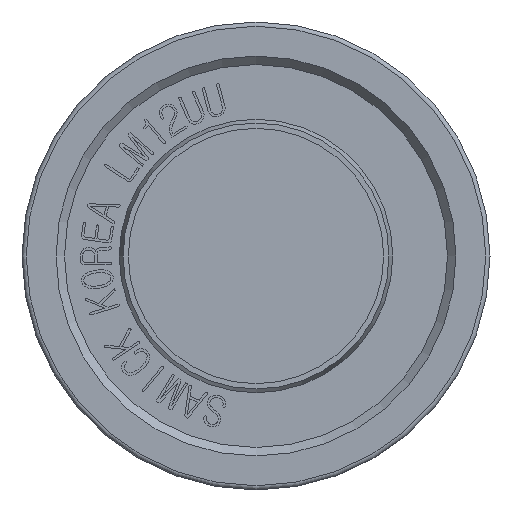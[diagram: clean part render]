
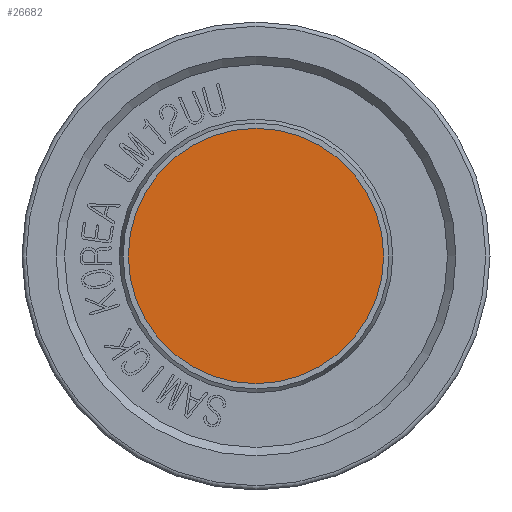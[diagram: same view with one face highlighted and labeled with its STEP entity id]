
A CAD part, front view. The second image highlights one B-rep face of the part: STEP entity #26682.
In plain terms, the highlighted planar face has unit normal (0, -1, 0).
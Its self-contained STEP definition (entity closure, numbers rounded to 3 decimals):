
#26651=CARTESIAN_POINT('',(-6.,-53.5,0.));
#26652=VERTEX_POINT('',#26651);
#26653=CARTESIAN_POINT('',(0.0,-53.5,0.0));
#26654=DIRECTION('',(0.0,1.0,0.0));
#26655=DIRECTION('',(1.0,0.0,0.0));
#26656=AXIS2_PLACEMENT_3D('',#26653,#26654,#26655);
#26657=CIRCLE('',#26656,6.);
#26658=EDGE_CURVE('',#26652,#26652,#26657,.T.);
#26674=CARTESIAN_POINT('',(0.0,-53.5,0.0));
#26675=DIRECTION('',(0.0,-1.0,0.0));
#26676=DIRECTION('',(0.0,0.0,-1.0));
#26677=AXIS2_PLACEMENT_3D('',#26674,#26675,#26676);
#26678=PLANE('',#26677);
#26679=ORIENTED_EDGE('',*,*,#26658,.F.);
#26680=EDGE_LOOP('',(#26679));
#26681=FACE_OUTER_BOUND('',#26680,.T.);
#26682=ADVANCED_FACE('',(#26681),#26678,.T.);
